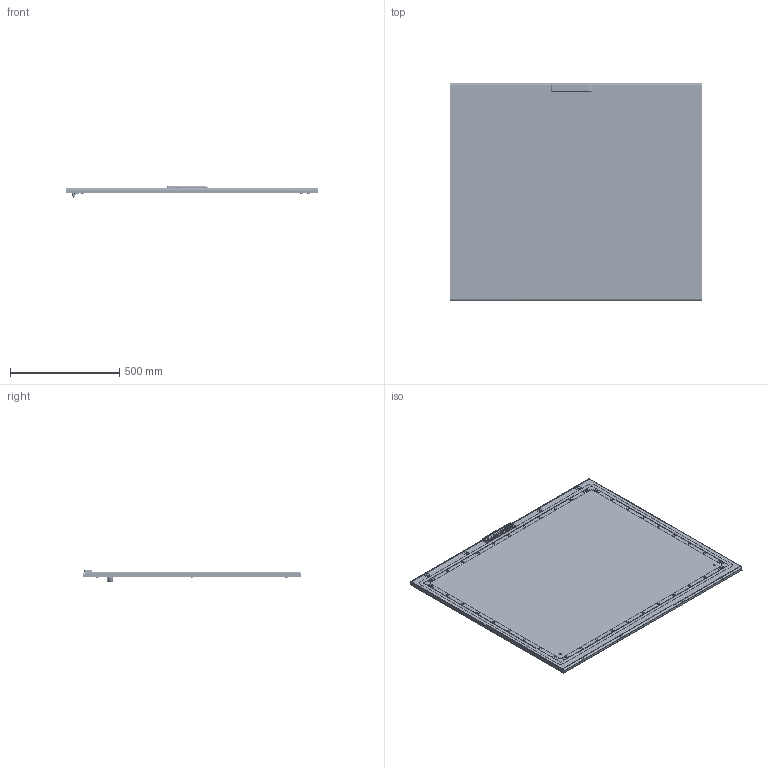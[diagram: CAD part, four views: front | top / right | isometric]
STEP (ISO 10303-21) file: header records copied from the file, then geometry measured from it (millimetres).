
FILE_DESCRIPTION (( 'STEP AP203' ), '1' );
FILE_NAME ('1200x1000.STEP', '2011-12-15T11:37:58', ( 'User' ), ( 'DKC' ), 'SwSTEP 2.0', 'SolidWorks 2011', '' );
FILE_SCHEMA (( 'CONFIG_CONTROL_DESIGN' ));
Length unit declared in the file: millimetre
Products named in the file (33): land; hinge AC00C170_Default; distanziale di gomma per RAM BLOCK_AC00C390; linguetta_AC00C387; ASTINA Inferiore_1200; ASTINA Superiore_1200; RAMBLOCK montata modificated_Default; Ingranaggio per cariglione modificated_AC00C388; inserto chiave per maniglia RAM BLOCK_AC00C389; Sealing ring; basetta esterna_AC00C506; maniglia RAM BLOCK modificated_AC00C505; AC00C400 Quadro IP55 Guida aste_Default; Montante verticale + Traversa orizzontale interno porta_Montante verticale 1200; Montante verticale + Traversa orizzontale interno porta_Traversa orizzontale-verticale 1000; sealant for sviluppo porta quadro_1200x1000; Sviluppo porta quadro_1200x1000; 1200x1000; Sostegno autoallineante per porta AC00C446; Çåðêàëüíî îòðàçèòüterminator for door.SLDPRT1; Çåðêàëüíî îòðàçèòüterminator for door.SLDPRT; Çåðêàëüíî îòðàçèòüribattino AC00C377; Çåðêàëüíî îòðàçèòüboccola AC00C378; terminator for door.SLDPRT; boccola AC00C378; ribattino AC00C377; AC00C254_Default; Hex Flange Bolt M6x10_ISO 4162 - M6 x 12 x 12-S; Wood screw 4.2x13_R5A07; Nut M6_Hexagon Nut ISO - 4034 - M6 - S; AC00C183_Default; AC00C184 dado telaio interno porta_Default; end-cap_AC00C061
Assembly tree (74 placements, depth 3):
  1200x1000
    AC00C254_Default  x4
    AC00C183_Default  x4
    Sviluppo porta quadro_1200x1000
    Hex Flange Bolt M6x10_ISO 4162 - M6 x 12 x 12-S
    AC00C184 dado telaio interno porta_Default  x6
    land  x12
    hinge AC00C170_Default  x4
    Montante verticale + Traversa orizzontale interno porta_Montante verticale 1200  x2
    RAMBLOCK montata modificated_Default
      Ingranaggio per cariglione modificated_AC00C388
      maniglia RAM BLOCK modificated_AC00C505
      Sealing ring
      inserto chiave per maniglia RAM BLOCK_AC00C389
      basetta esterna_AC00C506
    Sostegno autoallineante per porta AC00C446
    Wood screw 4.2x13_R5A07  x5
    end-cap_AC00C061  x2
    AC00C400 Quadro IP55 Guida aste_Default  x4
    linguetta_AC00C387
    Nut M6_Hexagon Nut ISO - 4034 - M6 - S  x4
    ASTINA Superiore_1200
    Montante verticale + Traversa orizzontale interno porta_Traversa orizzontale-verticale 1000  x2
    distanziale di gomma per RAM BLOCK_AC00C390  x2
    Çåðêàëüíî îòðàçèòüterminator for door.SLDPRT1
      boccola AC00C378
      ribattino AC00C377
    Çåðêàëüíî îòðàçèòüterminator for door.SLDPRT
      Çåðêàëüíî îòðàçèòüboccola AC00C378
      Çåðêàëüíî îòðàçèòüribattino AC00C377
    terminator for door.SLDPRT  x2
      boccola AC00C378
      ribattino AC00C377
    sealant for sviluppo porta quadro_1200x1000
    ASTINA Inferiore_1200
Bounding box: 1155 x 994 x 52.66 mm (x, y, z)
Volume: 3335860 mm3; surface area: 3326789.1 mm2
Topology: 83 solids, 83 shells, 8231 faces, 22808 edges, 14846 vertices
Faces by surface type: bspline 3435, plane 2147, cylinder 2114, cone 469, torus 48, sphere 18
Entity records: 144368 total; most frequent: CARTESIAN_POINT 89586, ORIENTED_EDGE 11112, DIRECTION 9605, EDGE_CURVE 5556, VERTEX_POINT 3564, AXIS2_PLACEMENT_3D 3388, LINE 2829, VECTOR 2829
